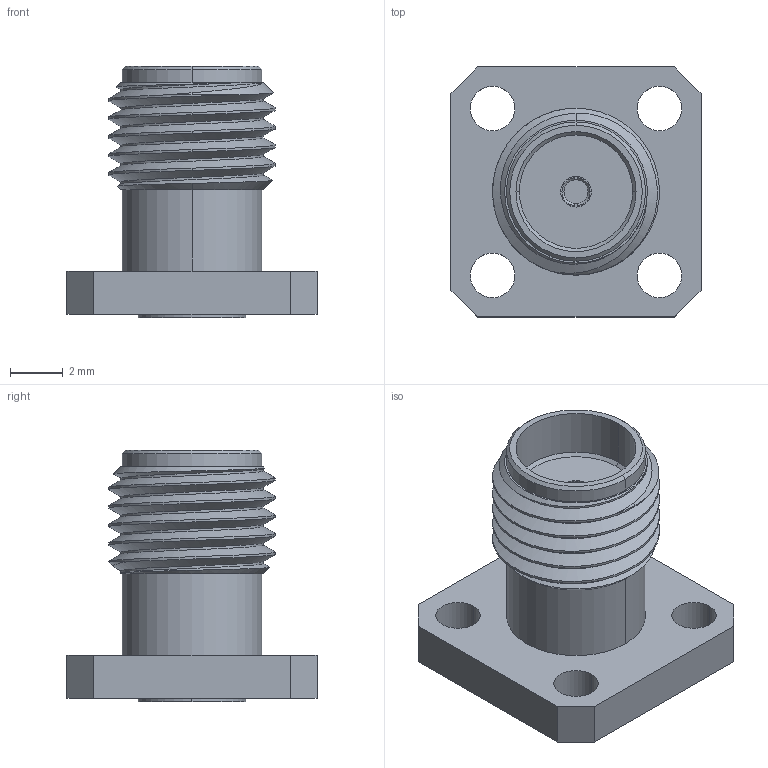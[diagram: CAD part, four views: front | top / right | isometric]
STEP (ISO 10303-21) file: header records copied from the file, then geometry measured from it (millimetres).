
FILE_DESCRIPTION (( 'STEP AP214' ), '1' );
FILE_NAME ('PE45591 ¦ FMCN1641.step', '2020-04-17T00:29:56', ( '' ), ( '' ), 'SwSTEP 2.0', 'SolidWorks 2018', '' );
FILE_SCHEMA (( 'AUTOMOTIVE_DESIGN' ));
Length unit declared in the file: millimetre
Products named in the file (1): PE45591 ｦ FMCN1641
Bounding box: 9.52 x 9.52 x 9.58 mm (x, y, z)
Volume: 289.8 mm3; surface area: 527.1 mm2
Topology: 2 solids, 2 shells, 107 faces, 278 edges, 183 vertices
Faces by surface type: plane 44, cylinder 41, cone 19, bspline 3
Entity records: 4736 total; most frequent: CARTESIAN_POINT 1624, ORIENTED_EDGE 556, DIRECTION 543, EDGE_CURVE 278, AXIS2_PLACEMENT_3D 210, VERTEX_POINT 183, EDGE_LOOP 125, VECTOR 123
